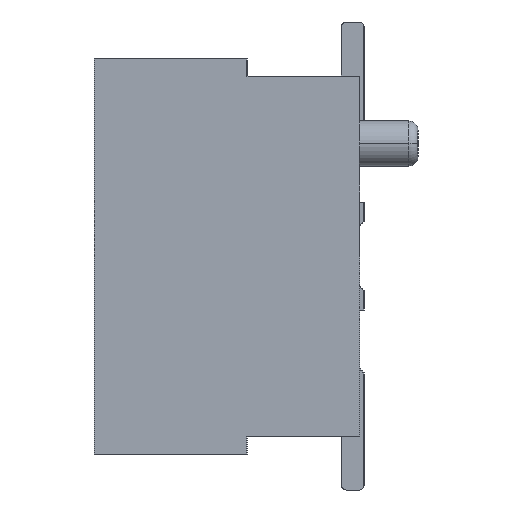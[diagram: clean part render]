
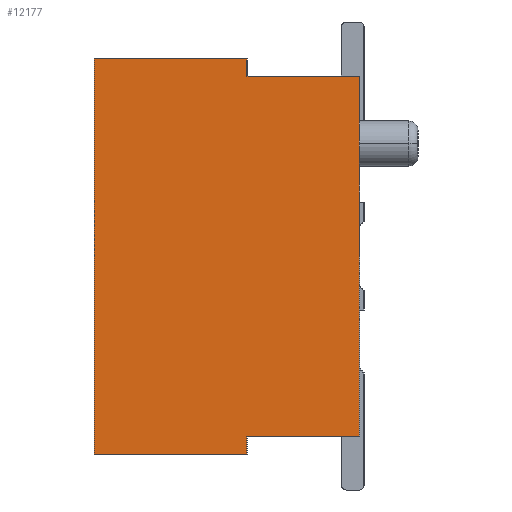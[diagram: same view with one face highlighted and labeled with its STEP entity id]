
A CAD part, left-side view. The second image highlights one B-rep face of the part: STEP entity #12177.
In plain terms, the highlighted planar face has unit normal (-1, 0, 0).
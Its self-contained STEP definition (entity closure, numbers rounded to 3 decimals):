
#33=DIRECTION('',(0.,0.,1.));
#34=VECTOR('',#33,4.);
#35=CARTESIAN_POINT('',(-6.35,0.,-2.));
#36=LINE('',#35,#34);
#2045=DIRECTION('',(0.,0.,1.));
#2046=VECTOR('',#2045,0.2);
#2047=CARTESIAN_POINT('',(-6.35,1.25,-2.2));
#2048=LINE('',#2047,#2046);
#2049=DIRECTION('',(0.,1.,0.));
#2050=VECTOR('',#2049,1.7);
#2051=CARTESIAN_POINT('',(-6.35,1.25,-2.2));
#2052=LINE('',#2051,#2050);
#2053=DIRECTION('',(0.,0.,1.));
#2054=VECTOR('',#2053,0.2);
#2055=CARTESIAN_POINT('',(-6.35,1.25,2.));
#2056=LINE('',#2055,#2054);
#2057=DIRECTION('',(0.,1.,0.));
#2058=VECTOR('',#2057,1.25);
#2059=CARTESIAN_POINT('',(-6.35,0.,2.));
#2060=LINE('',#2059,#2058);
#2061=DIRECTION('',(0.,1.,0.));
#2062=VECTOR('',#2061,1.25);
#2063=CARTESIAN_POINT('',(-6.35,0.,-2.));
#2064=LINE('',#2063,#2062);
#2073=DIRECTION('',(0.,0.,1.));
#2074=VECTOR('',#2073,4.4);
#2075=CARTESIAN_POINT('',(-6.35,2.95,-2.2));
#2076=LINE('',#2075,#2074);
#2125=DIRECTION('',(0.,1.,0.));
#2126=VECTOR('',#2125,1.7);
#2127=CARTESIAN_POINT('',(-6.35,1.25,2.2));
#2128=LINE('',#2127,#2126);
#6897=CARTESIAN_POINT('',(-6.35,2.95,-2.2));
#6898=CARTESIAN_POINT('',(-6.35,2.95,2.2));
#6899=VERTEX_POINT('',#6897);
#6900=VERTEX_POINT('',#6898);
#7321=CARTESIAN_POINT('',(-6.35,0.,2.));
#7323=VERTEX_POINT('',#7321);
#7329=CARTESIAN_POINT('',(-6.35,0.,-2.));
#7331=VERTEX_POINT('',#7329);
#7337=CARTESIAN_POINT('',(-6.35,1.25,-2.2));
#7338=CARTESIAN_POINT('',(-6.35,1.25,-2.));
#7339=VERTEX_POINT('',#7337);
#7340=VERTEX_POINT('',#7338);
#7341=CARTESIAN_POINT('',(-6.35,1.25,2.));
#7342=CARTESIAN_POINT('',(-6.35,1.25,2.2));
#7343=VERTEX_POINT('',#7341);
#7344=VERTEX_POINT('',#7342);
#12159=CARTESIAN_POINT('',(-6.35,0.,-2.2));
#12160=DIRECTION('',(-1.,0.,0.));
#12161=DIRECTION('',(0.,0.,1.));
#12162=AXIS2_PLACEMENT_3D('',#12159,#12160,#12161);
#12163=PLANE('',#12162);
#12164=ORIENTED_EDGE('',*,*,#12136,.F.);
#12166=ORIENTED_EDGE('',*,*,#12165,.T.);
#12168=ORIENTED_EDGE('',*,*,#12167,.T.);
#12170=ORIENTED_EDGE('',*,*,#12169,.F.);
#12171=ORIENTED_EDGE('',*,*,#12150,.F.);
#12172=ORIENTED_EDGE('',*,*,#9345,.F.);
#12173=ORIENTED_EDGE('',*,*,#9092,.F.);
#12174=ORIENTED_EDGE('',*,*,#12034,.T.);
#12175=EDGE_LOOP('',(#12164,#12166,#12168,#12170,#12171,#12172,#12173,#12174));
#12176=FACE_OUTER_BOUND('',#12175,.F.);
#9092=EDGE_CURVE('',#7331,#7323,#36,.T.);
#9345=EDGE_CURVE('',#7323,#7343,#2060,.T.);
#12034=EDGE_CURVE('',#7331,#7340,#2064,.T.);
#12136=EDGE_CURVE('',#7339,#7340,#2048,.T.);
#12150=EDGE_CURVE('',#7343,#7344,#2056,.T.);
#12165=EDGE_CURVE('',#7339,#6899,#2052,.T.);
#12167=EDGE_CURVE('',#6899,#6900,#2076,.T.);
#12169=EDGE_CURVE('',#7344,#6900,#2128,.T.);
#12177=ADVANCED_FACE('',(#12176),#12163,.T.);
